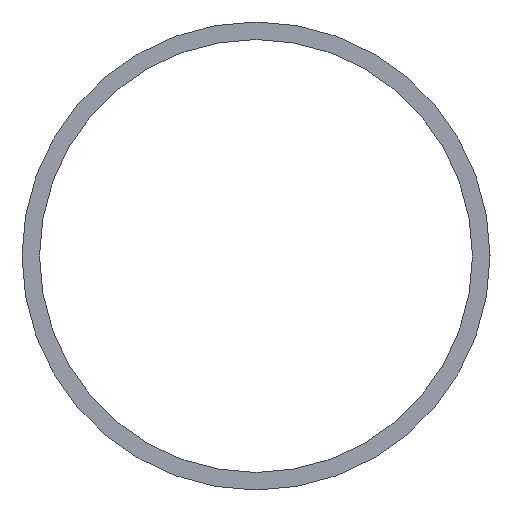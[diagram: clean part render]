
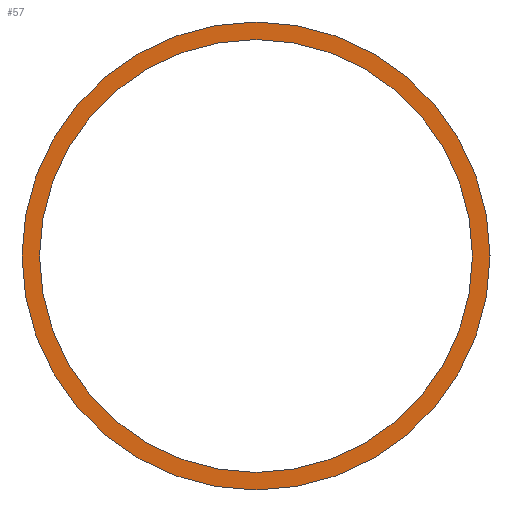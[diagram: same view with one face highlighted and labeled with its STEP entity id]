
A CAD part, left-side view. The second image highlights one B-rep face of the part: STEP entity #57.
In plain terms, the highlighted planar face has unit normal (-1, 0, 0).
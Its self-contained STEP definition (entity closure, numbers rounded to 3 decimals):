
#4 = VERTEX_POINT ( 'NONE', #50 ) ;
#6 = FACE_OUTER_BOUND ( 'NONE', #114, .T. ) ;
#16 = CARTESIAN_POINT ( 'NONE',  ( 0., 0., 0. ) ) ;
#19 = AXIS2_PLACEMENT_3D ( 'NONE', #16, #45, #105 ) ;
#20 = ORIENTED_EDGE ( 'NONE', *, *, #76, .T. ) ;
#37 = CARTESIAN_POINT ( 'NONE',  ( 0., 0., -16. ) ) ;
#38 = FACE_BOUND ( 'NONE', #126, .T. ) ;
#41 = AXIS2_PLACEMENT_3D ( 'NONE', #83, #128, #121 ) ;
#43 = CIRCLE ( 'NONE', #41, 14.8 ) ;
#45 = DIRECTION ( 'NONE',  ( 1., 0., 0. ) ) ;
#46 = DIRECTION ( 'NONE',  ( 0., 0., -1. ) ) ;
#50 = CARTESIAN_POINT ( 'NONE',  ( 0., 0., -14.8 ) ) ;
#57 = ADVANCED_FACE ( 'NONE', ( #6, #38 ), #93, .F. ) ;
#58 = CARTESIAN_POINT ( 'NONE',  ( 0., 0., 0. ) ) ;
#76 = EDGE_CURVE ( 'NONE', #4, #4, #43, .T. ) ;
#83 = CARTESIAN_POINT ( 'NONE',  ( 0., 0., 0. ) ) ;
#85 = VERTEX_POINT ( 'NONE', #37 ) ;
#93 = PLANE ( 'NONE',  #111 ) ;
#105 = DIRECTION ( 'NONE',  ( 0., 0., -1. ) ) ;
#111 = AXIS2_PLACEMENT_3D ( 'NONE', #58, #130, #46 ) ;
#114 = EDGE_LOOP ( 'NONE', ( #120 ) ) ;
#120 = ORIENTED_EDGE ( 'NONE', *, *, #124, .F. ) ;
#121 = DIRECTION ( 'NONE',  ( 0., 0., -1. ) ) ;
#124 = EDGE_CURVE ( 'NONE', #85, #85, #125, .T. ) ;
#125 = CIRCLE ( 'NONE', #19, 16. ) ;
#126 = EDGE_LOOP ( 'NONE', ( #20 ) ) ;
#128 = DIRECTION ( 'NONE',  ( 1., 0., 0. ) ) ;
#130 = DIRECTION ( 'NONE',  ( 1., 0., 0. ) ) ;
